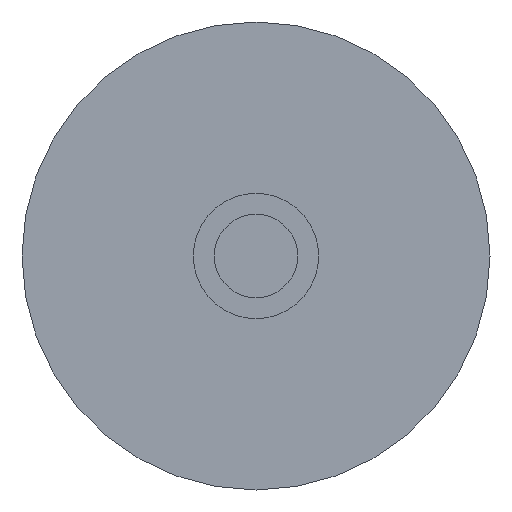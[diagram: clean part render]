
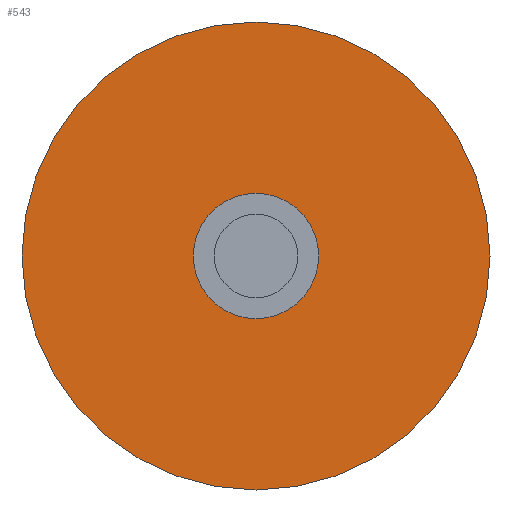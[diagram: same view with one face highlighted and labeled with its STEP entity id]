
A CAD part, front view. The second image highlights one B-rep face of the part: STEP entity #543.
In plain terms, the highlighted planar face has unit normal (0, -1, 0).
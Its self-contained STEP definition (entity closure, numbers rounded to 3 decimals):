
#327=CARTESIAN_POINT('',(0.,0.,0.));
#328=DIRECTION('',(0.,1.,0.));
#329=DIRECTION('',(1.,0.,0.));
#330=AXIS2_PLACEMENT_3D('',#327,#328,#329);
#336=CARTESIAN_POINT('',(0.,0.,0.));
#337=DIRECTION('',(0.,1.,0.));
#338=DIRECTION('',(-1.,0.,0.));
#339=AXIS2_PLACEMENT_3D('',#336,#337,#338);
#344=CARTESIAN_POINT('',(0.,0.,0.));
#345=DIRECTION('',(0.,-1.,0.));
#346=DIRECTION('',(1.,0.,0.));
#347=AXIS2_PLACEMENT_3D('',#344,#345,#346);
#352=CARTESIAN_POINT('',(0.,0.,0.));
#353=DIRECTION('',(0.,-1.,0.));
#354=DIRECTION('',(-1.,0.,0.));
#355=AXIS2_PLACEMENT_3D('',#352,#353,#354);
#498=CARTESIAN_POINT('',(14.,0.,0.));
#499=CARTESIAN_POINT('',(-14.,0.,0.));
#500=VERTEX_POINT('',#498);
#501=VERTEX_POINT('',#499);
#518=CARTESIAN_POINT('',(3.75,0.,0.));
#519=CARTESIAN_POINT('',(-3.75,0.,0.));
#520=VERTEX_POINT('',#518);
#521=VERTEX_POINT('',#519);
#526=CARTESIAN_POINT('',(0.,0.,0.));
#527=DIRECTION('',(0.,1.,0.));
#528=DIRECTION('',(1.,0.,0.));
#529=AXIS2_PLACEMENT_3D('',#526,#527,#528);
#530=PLANE('',#529);
#532=ORIENTED_EDGE('',*,*,#531,.T.);
#534=ORIENTED_EDGE('',*,*,#533,.T.);
#535=EDGE_LOOP('',(#532,#534));
#536=FACE_OUTER_BOUND('',#535,.F.);
#538=ORIENTED_EDGE('',*,*,#537,.T.);
#540=ORIENTED_EDGE('',*,*,#539,.T.);
#541=EDGE_LOOP('',(#538,#540));
#542=FACE_BOUND('',#541,.F.);
#331=CIRCLE('',#330,14.);
#340=CIRCLE('',#339,14.);
#348=CIRCLE('',#347,3.75);
#356=CIRCLE('',#355,3.75);
#531=EDGE_CURVE('',#500,#501,#331,.T.);
#533=EDGE_CURVE('',#501,#500,#340,.T.);
#537=EDGE_CURVE('',#520,#521,#348,.T.);
#539=EDGE_CURVE('',#521,#520,#356,.T.);
#543=ADVANCED_FACE('',(#536,#542),#530,.F.);
